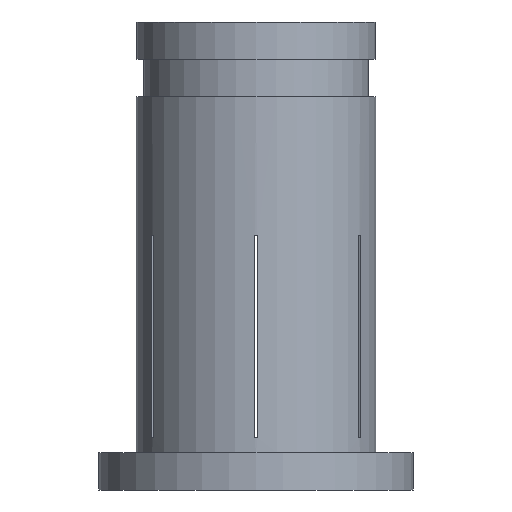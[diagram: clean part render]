
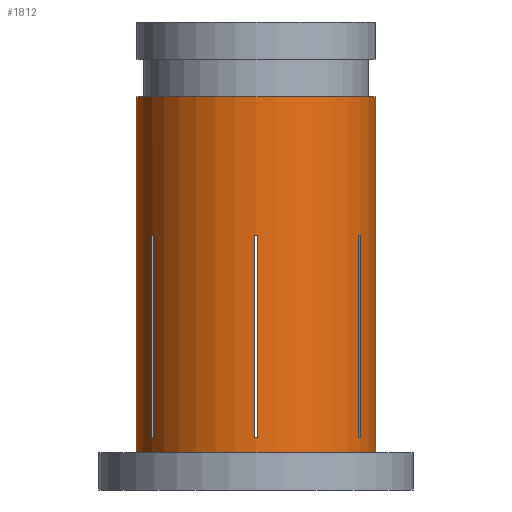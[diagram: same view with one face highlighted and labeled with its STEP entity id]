
A CAD part, front view. The second image highlights one B-rep face of the part: STEP entity #1812.
In plain terms, the highlighted cylindrical face has radius 16 mm (diameter 32 mm), a partial arc.
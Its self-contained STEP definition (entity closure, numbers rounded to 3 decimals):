
#8 = CARTESIAN_POINT ( 'NONE',  ( 13.955, -7.826, 0. ) ) ;
#11 = LINE ( 'NONE', #1903, #1275 ) ;
#14 = VERTEX_POINT ( 'NONE', #1868 ) ;
#23 = DIRECTION ( 'NONE',  ( 0., 0., 1. ) ) ;
#51 = CARTESIAN_POINT ( 'NONE',  ( 0., 0., -57.5 ) ) ;
#57 = LINE ( 'NONE', #1755, #1639 ) ;
#68 = VERTEX_POINT ( 'NONE', #1958 ) ;
#83 = AXIS2_PLACEMENT_3D ( 'NONE', #1807, #1176, #238 ) ;
#104 = AXIS2_PLACEMENT_3D ( 'NONE', #1729, #1087, #636 ) ;
#130 = EDGE_CURVE ( 'NONE', #1331, #959, #600, .T. ) ;
#142 = ORIENTED_EDGE ( 'NONE', *, *, #250, .F. ) ;
#145 = CARTESIAN_POINT ( 'NONE',  ( 16., 0., 0. ) ) ;
#159 = DIRECTION ( 'NONE',  ( 0., 0., -1. ) ) ;
#197 = DIRECTION ( 'NONE',  ( 0., 0., -1. ) ) ;
#231 = CYLINDRICAL_SURFACE ( 'NONE', #838, 16. ) ;
#238 = DIRECTION ( 'NONE',  ( 1., 0., 0. ) ) ;
#250 = EDGE_CURVE ( 'NONE', #895, #523, #57, .T. ) ;
#255 = FACE_BOUND ( 'NONE', #889, .T. ) ;
#258 = LINE ( 'NONE', #1420, #1893 ) ;
#275 = EDGE_CURVE ( 'NONE', #780, #741, #755, .T. ) ;
#279 = CARTESIAN_POINT ( 'NONE',  ( 13.955, -7.826, -28.5 ) ) ;
#286 = EDGE_CURVE ( 'NONE', #731, #959, #1346, .T. ) ;
#307 = AXIS2_PLACEMENT_3D ( 'NONE', #1986, #1321, #1013 ) ;
#310 = ORIENTED_EDGE ( 'NONE', *, *, #1335, .T. ) ;
#321 = CARTESIAN_POINT ( 'NONE',  ( -16., 0., 0. ) ) ;
#343 = EDGE_CURVE ( 'NONE', #526, #1851, #1266, .T. ) ;
#367 = ORIENTED_EDGE ( 'NONE', *, *, #1399, .T. ) ;
#402 = LINE ( 'NONE', #8, #991 ) ;
#424 = VECTOR ( 'NONE', #23, 1000. ) ;
#426 = FACE_BOUND ( 'NONE', #500, .T. ) ;
#457 = LINE ( 'NONE', #1566, #1274 ) ;
#462 = CARTESIAN_POINT ( 'NONE',  ( 0., 0., -55.5 ) ) ;
#479 = DIRECTION ( 'NONE',  ( 0., 0., 1. ) ) ;
#496 = CARTESIAN_POINT ( 'NONE',  ( -13.755, -8.173, 0. ) ) ;
#500 = EDGE_LOOP ( 'NONE', ( #1946, #594, #1046, #367 ) ) ;
#523 = VERTEX_POINT ( 'NONE', #1969 ) ;
#526 = VERTEX_POINT ( 'NONE', #1466 ) ;
#534 = DIRECTION ( 'NONE',  ( 1., 0., 0. ) ) ;
#538 = ORIENTED_EDGE ( 'NONE', *, *, #1182, .F. ) ;
#555 = EDGE_CURVE ( 'NONE', #68, #731, #1696, .T. ) ;
#594 = ORIENTED_EDGE ( 'NONE', *, *, #1029, .T. ) ;
#600 = CIRCLE ( 'NONE', #83, 16. ) ;
#606 = VERTEX_POINT ( 'NONE', #1528 ) ;
#610 = DIRECTION ( 'NONE',  ( 1., 0., 0. ) ) ;
#613 = DIRECTION ( 'NONE',  ( 0., 0., -1. ) ) ;
#636 = DIRECTION ( 'NONE',  ( -1., 0., 0. ) ) ;
#642 = CARTESIAN_POINT ( 'NONE',  ( -13.755, -8.173, -55.5 ) ) ;
#648 = EDGE_CURVE ( 'NONE', #895, #526, #671, .T. ) ;
#664 = CARTESIAN_POINT ( 'NONE',  ( -0.2, -15.999, -55.5 ) ) ;
#670 = EDGE_CURVE ( 'NONE', #1199, #1179, #1563, .T. ) ;
#671 = CIRCLE ( 'NONE', #1813, 16. ) ;
#675 = CARTESIAN_POINT ( 'NONE',  ( 0., 0., -55.5 ) ) ;
#682 = EDGE_LOOP ( 'NONE', ( #142, #1219, #2008, #1063 ) ) ;
#687 = CARTESIAN_POINT ( 'NONE',  ( -13.955, -7.826, -28.5 ) ) ;
#731 = VERTEX_POINT ( 'NONE', #1565 ) ;
#741 = VERTEX_POINT ( 'NONE', #1539 ) ;
#755 = CIRCLE ( 'NONE', #1458, 16. ) ;
#776 = DIRECTION ( 'NONE',  ( 0., 0., -1. ) ) ;
#780 = VERTEX_POINT ( 'NONE', #1891 ) ;
#801 = CIRCLE ( 'NONE', #307, 16. ) ;
#827 = EDGE_CURVE ( 'NONE', #14, #1685, #258, .T. ) ;
#836 = LINE ( 'NONE', #321, #424 ) ;
#838 = AXIS2_PLACEMENT_3D ( 'NONE', #939, #479, #2047 ) ;
#889 = EDGE_LOOP ( 'NONE', ( #2002, #310, #1291, #538 ) ) ;
#890 = CARTESIAN_POINT ( 'NONE',  ( 0.2, -15.999, -55.5 ) ) ;
#895 = VERTEX_POINT ( 'NONE', #687 ) ;
#911 = VERTEX_POINT ( 'NONE', #664 ) ;
#939 = CARTESIAN_POINT ( 'NONE',  ( 0., 0., 0. ) ) ;
#959 = VERTEX_POINT ( 'NONE', #1629 ) ;
#965 = CARTESIAN_POINT ( 'NONE',  ( -16., 0., -10. ) ) ;
#991 = VECTOR ( 'NONE', #159, 1000. ) ;
#1013 = DIRECTION ( 'NONE',  ( 1., 0., 0. ) ) ;
#1029 = EDGE_CURVE ( 'NONE', #606, #14, #801, .T. ) ;
#1046 = ORIENTED_EDGE ( 'NONE', *, *, #827, .T. ) ;
#1063 = ORIENTED_EDGE ( 'NONE', *, *, #1900, .T. ) ;
#1070 = VECTOR ( 'NONE', #1561, 1000. ) ;
#1074 = CARTESIAN_POINT ( 'NONE',  ( 13.755, -8.173, -28.5 ) ) ;
#1079 = DIRECTION ( 'NONE',  ( 0., 0., -1. ) ) ;
#1085 = DIRECTION ( 'NONE',  ( -1., 0., 0. ) ) ;
#1087 = DIRECTION ( 'NONE',  ( 0., 0., -1. ) ) ;
#1117 = DIRECTION ( 'NONE',  ( 0., 0., -1. ) ) ;
#1150 = DIRECTION ( 'NONE',  ( 0., 0., 1. ) ) ;
#1154 = DIRECTION ( 'NONE',  ( 0., 0., -1. ) ) ;
#1176 = DIRECTION ( 'NONE',  ( 0., 0., 1. ) ) ;
#1179 = VERTEX_POINT ( 'NONE', #279 ) ;
#1182 = EDGE_CURVE ( 'NONE', #1199, #741, #11, .T. ) ;
#1199 = VERTEX_POINT ( 'NONE', #1074 ) ;
#1219 = ORIENTED_EDGE ( 'NONE', *, *, #648, .T. ) ;
#1266 = LINE ( 'NONE', #496, #1515 ) ;
#1274 = VECTOR ( 'NONE', #613, 1000. ) ;
#1275 = VECTOR ( 'NONE', #1079, 1000. ) ;
#1291 = ORIENTED_EDGE ( 'NONE', *, *, #275, .T. ) ;
#1321 = DIRECTION ( 'NONE',  ( 0., 0., 1. ) ) ;
#1331 = VERTEX_POINT ( 'NONE', #965 ) ;
#1335 = EDGE_CURVE ( 'NONE', #1179, #780, #402, .T. ) ;
#1346 = LINE ( 'NONE', #145, #1070 ) ;
#1358 = AXIS2_PLACEMENT_3D ( 'NONE', #675, #1154, #1631 ) ;
#1362 = EDGE_CURVE ( 'NONE', #68, #1331, #836, .T. ) ;
#1398 = ORIENTED_EDGE ( 'NONE', *, *, #130, .F. ) ;
#1399 = EDGE_CURVE ( 'NONE', #1685, #911, #1603, .T. ) ;
#1420 = CARTESIAN_POINT ( 'NONE',  ( 0.2, -15.999, 0. ) ) ;
#1449 = FACE_BOUND ( 'NONE', #682, .T. ) ;
#1458 = AXIS2_PLACEMENT_3D ( 'NONE', #462, #2049, #1085 ) ;
#1466 = CARTESIAN_POINT ( 'NONE',  ( -13.755, -8.173, -28.5 ) ) ;
#1487 = CIRCLE ( 'NONE', #104, 16. ) ;
#1515 = VECTOR ( 'NONE', #197, 1000. ) ;
#1520 = ORIENTED_EDGE ( 'NONE', *, *, #555, .T. ) ;
#1528 = CARTESIAN_POINT ( 'NONE',  ( -0.2, -15.999, -28.5 ) ) ;
#1533 = DIRECTION ( 'NONE',  ( 0., 0., 1. ) ) ;
#1539 = CARTESIAN_POINT ( 'NONE',  ( 13.755, -8.173, -55.5 ) ) ;
#1561 = DIRECTION ( 'NONE',  ( 0., 0., 1. ) ) ;
#1563 = CIRCLE ( 'NONE', #2023, 16. ) ;
#1565 = CARTESIAN_POINT ( 'NONE',  ( 16., 0., -57.5 ) ) ;
#1566 = CARTESIAN_POINT ( 'NONE',  ( -0.2, -15.999, 0. ) ) ;
#1581 = EDGE_LOOP ( 'NONE', ( #1660, #1520, #1887, #1398 ) ) ;
#1603 = CIRCLE ( 'NONE', #1358, 16. ) ;
#1629 = CARTESIAN_POINT ( 'NONE',  ( 16., 0., -10. ) ) ;
#1631 = DIRECTION ( 'NONE',  ( -1., 0., 0. ) ) ;
#1639 = VECTOR ( 'NONE', #776, 1000. ) ;
#1660 = ORIENTED_EDGE ( 'NONE', *, *, #1362, .F. ) ;
#1672 = CARTESIAN_POINT ( 'NONE',  ( 0., 0., -28.5 ) ) ;
#1685 = VERTEX_POINT ( 'NONE', #890 ) ;
#1696 = CIRCLE ( 'NONE', #1994, 16. ) ;
#1729 = CARTESIAN_POINT ( 'NONE',  ( 0., 0., -55.5 ) ) ;
#1746 = FACE_OUTER_BOUND ( 'NONE', #1581, .T. ) ;
#1755 = CARTESIAN_POINT ( 'NONE',  ( -13.955, -7.826, 0. ) ) ;
#1807 = CARTESIAN_POINT ( 'NONE',  ( 0., 0., -10. ) ) ;
#1812 = ADVANCED_FACE ( 'NONE', ( #1746, #255, #1449, #426 ), #231, .T. ) ;
#1813 = AXIS2_PLACEMENT_3D ( 'NONE', #1672, #1828, #2013 ) ;
#1828 = DIRECTION ( 'NONE',  ( 0., 0., 1. ) ) ;
#1851 = VERTEX_POINT ( 'NONE', #642 ) ;
#1868 = CARTESIAN_POINT ( 'NONE',  ( 0.2, -15.999, -28.5 ) ) ;
#1887 = ORIENTED_EDGE ( 'NONE', *, *, #286, .T. ) ;
#1891 = CARTESIAN_POINT ( 'NONE',  ( 13.955, -7.826, -55.5 ) ) ;
#1893 = VECTOR ( 'NONE', #1117, 1000. ) ;
#1900 = EDGE_CURVE ( 'NONE', #1851, #523, #1487, .T. ) ;
#1903 = CARTESIAN_POINT ( 'NONE',  ( 13.755, -8.173, 0. ) ) ;
#1938 = EDGE_CURVE ( 'NONE', #606, #911, #457, .T. ) ;
#1946 = ORIENTED_EDGE ( 'NONE', *, *, #1938, .F. ) ;
#1958 = CARTESIAN_POINT ( 'NONE',  ( -16., 0., -57.5 ) ) ;
#1969 = CARTESIAN_POINT ( 'NONE',  ( -13.955, -7.826, -55.5 ) ) ;
#1986 = CARTESIAN_POINT ( 'NONE',  ( 0., 0., -28.5 ) ) ;
#1994 = AXIS2_PLACEMENT_3D ( 'NONE', #51, #1150, #534 ) ;
#2002 = ORIENTED_EDGE ( 'NONE', *, *, #670, .T. ) ;
#2008 = ORIENTED_EDGE ( 'NONE', *, *, #343, .T. ) ;
#2013 = DIRECTION ( 'NONE',  ( 1., 0., 0. ) ) ;
#2023 = AXIS2_PLACEMENT_3D ( 'NONE', #2053, #1533, #610 ) ;
#2047 = DIRECTION ( 'NONE',  ( 1., 0., 0. ) ) ;
#2049 = DIRECTION ( 'NONE',  ( 0., 0., -1. ) ) ;
#2053 = CARTESIAN_POINT ( 'NONE',  ( 0., 0., -28.5 ) ) ;
